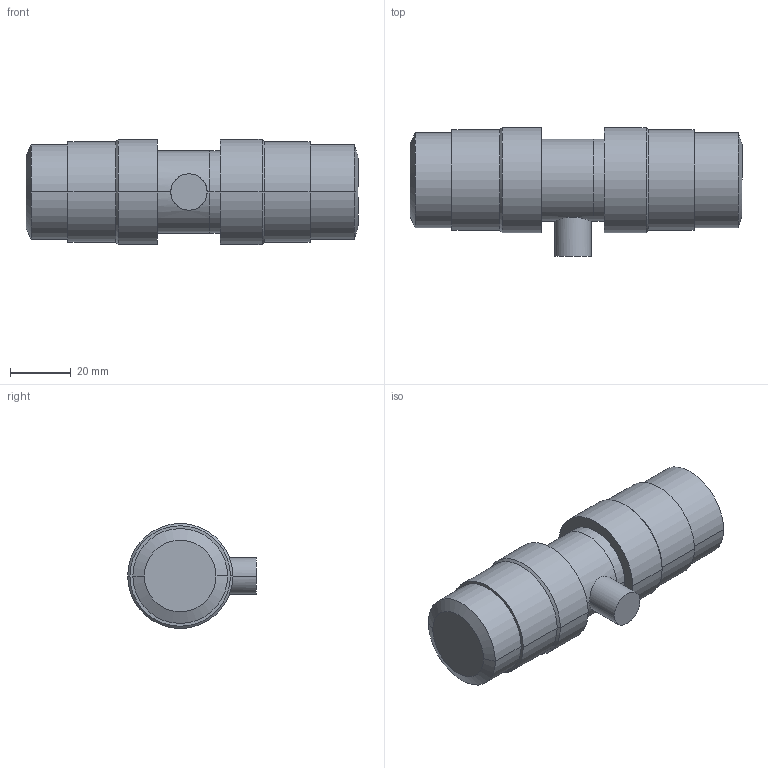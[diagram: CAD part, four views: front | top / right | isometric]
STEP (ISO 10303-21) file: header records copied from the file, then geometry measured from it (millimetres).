
FILE_DESCRIPTION(/* description */ (''),/* implementation_level */ '2;1');
FILE_NAME(/* name */ 'Plumbing_Joints_Aignep_Female-Fitting-For-Our-Outlet-90236-3DView-Preview',/* time_stamp */ '2025-08-20T22:05:53+03:00',/* author */ (''),/* organization */ (''),/* preprocessor_version */ 'ST-DEVELOPER v20',/* originating_system */ '',/* authorisation */ '');
FILE_SCHEMA (('AP242_MANAGED_MODEL_BASED_3D_ENGINEERING_MIM_LF { 1 0 10303 442 1 1 4 }'));
Length unit declared in the file: millimetre
Products named in the file (9): TopLevelAssembly; Model Lines; Model Lines_1; Model Lines_2; Model Lines_3; Model Lines_4; Sweep; Sweep_1; Joined Solid Geometry
Assembly tree (8 placements, depth 2):
  TopLevelAssembly
    Model Lines
    Model Lines_1
    Model Lines_2
    Model Lines_3
    Model Lines_4
    Sweep
    Sweep_1
    Joined Solid Geometry
Bounding box: 109 x 42.25 x 34.5 mm (x, y, z)
Volume: 103605 mm3; surface area: 17779 mm2
Topology: 3 solids, 3 shells, 41 faces, 82 edges, 56 vertices
Faces by surface type: cylinder 22, plane 11, bspline 8
Entity records: 1366 total; most frequent: CARTESIAN_POINT 303, DIRECTION 224, ORIENTED_EDGE 154, AXIS2_PLACEMENT_3D 94, EDGE_CURVE 77, VERTEX_POINT 46, EDGE_LOOP 45, CIRCLE 44
